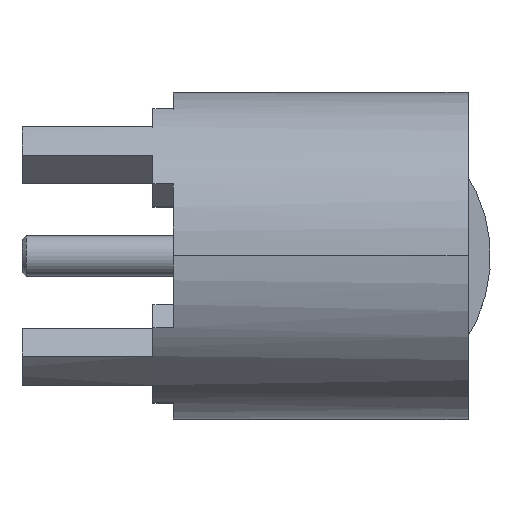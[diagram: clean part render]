
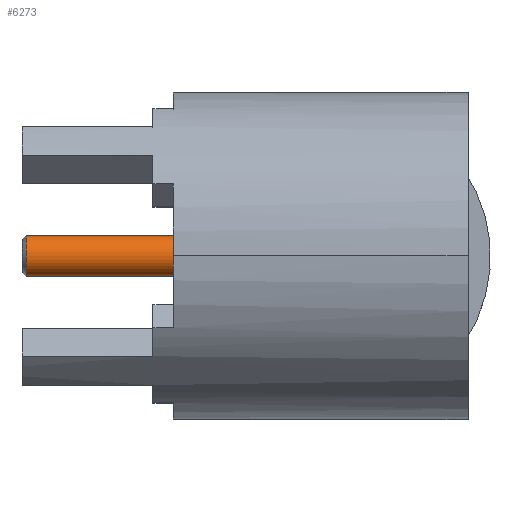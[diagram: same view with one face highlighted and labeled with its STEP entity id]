
A CAD part, top view. The second image highlights one B-rep face of the part: STEP entity #6273.
In plain terms, the highlighted cylindrical face has radius 0.5 mm (diameter 1 mm), a partial arc.
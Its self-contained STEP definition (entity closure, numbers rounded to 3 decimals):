
#219 = ORIENTED_EDGE ( 'NONE', *, *, #610, .F. ) ;
#460 = VERTEX_POINT ( 'NONE', #3588 ) ;
#610 = EDGE_CURVE ( 'NONE', #6378, #6480, #7109, .T. ) ;
#742 = VERTEX_POINT ( 'NONE', #2158 ) ;
#1015 = VECTOR ( 'NONE', #4279, 1000. ) ;
#1070 = DIRECTION ( 'NONE',  ( 0., 1., 0. ) ) ;
#1496 = EDGE_LOOP ( 'NONE', ( #6872, #219, #5750, #6339 ) ) ;
#2158 = CARTESIAN_POINT ( 'NONE',  ( -33.806, -3.581, 17.32 ) ) ;
#2400 = DIRECTION ( 'NONE',  ( 0., -1., 0. ) ) ;
#2460 = CARTESIAN_POINT ( 'NONE',  ( -27.006, -3.081, 17.32 ) ) ;
#2864 = CARTESIAN_POINT ( 'NONE',  ( -27.006, -3.081, 17.32 ) ) ;
#2875 = CARTESIAN_POINT ( 'NONE',  ( -27.006, -2.581, 17.32 ) ) ;
#2908 = AXIS2_PLACEMENT_3D ( 'NONE', #2864, #5456, #1070 ) ;
#3031 = EDGE_CURVE ( 'NONE', #460, #742, #4934, .T. ) ;
#3435 = DIRECTION ( 'NONE',  ( -1., 0., 0. ) ) ;
#3588 = CARTESIAN_POINT ( 'NONE',  ( -33.806, -2.581, 17.32 ) ) ;
#3632 = CARTESIAN_POINT ( 'NONE',  ( -27.006, -3.581, 17.32 ) ) ;
#4177 = AXIS2_PLACEMENT_3D ( 'NONE', #2460, #5120, #8197 ) ;
#4279 = DIRECTION ( 'NONE',  ( -1., 0., 0. ) ) ;
#4395 = CARTESIAN_POINT ( 'NONE',  ( -27.006, -2.581, 17.32 ) ) ;
#4934 = CIRCLE ( 'NONE', #6281, 0.5 ) ;
#5120 = DIRECTION ( 'NONE',  ( -1., 0., 0. ) ) ;
#5352 = LINE ( 'NONE', #2875, #5742 ) ;
#5456 = DIRECTION ( 'NONE',  ( 1., 0., 0. ) ) ;
#5681 = CARTESIAN_POINT ( 'NONE',  ( -33.806, -3.081, 17.32 ) ) ;
#5742 = VECTOR ( 'NONE', #3435, 1000. ) ;
#5750 = ORIENTED_EDGE ( 'NONE', *, *, #7005, .T. ) ;
#6273 = ADVANCED_FACE ( 'NONE', ( #7515 ), #6418, .T. ) ;
#6281 = AXIS2_PLACEMENT_3D ( 'NONE', #5681, #8214, #2400 ) ;
#6339 = ORIENTED_EDGE ( 'NONE', *, *, #3031, .T. ) ;
#6378 = VERTEX_POINT ( 'NONE', #4395 ) ;
#6418 = CYLINDRICAL_SURFACE ( 'NONE', #4177, 0.5 ) ;
#6480 = VERTEX_POINT ( 'NONE', #7256 ) ;
#6872 = ORIENTED_EDGE ( 'NONE', *, *, #7870, .F. ) ;
#7005 = EDGE_CURVE ( 'NONE', #6378, #460, #5352, .T. ) ;
#7109 = CIRCLE ( 'NONE', #2908, 0.5 ) ;
#7256 = CARTESIAN_POINT ( 'NONE',  ( -27.006, -3.581, 17.32 ) ) ;
#7515 = FACE_OUTER_BOUND ( 'NONE', #1496, .T. ) ;
#7870 = EDGE_CURVE ( 'NONE', #6480, #742, #8119, .T. ) ;
#8119 = LINE ( 'NONE', #3632, #1015 ) ;
#8197 = DIRECTION ( 'NONE',  ( 0., 1., 0. ) ) ;
#8214 = DIRECTION ( 'NONE',  ( 1., 0., 0. ) ) ;
